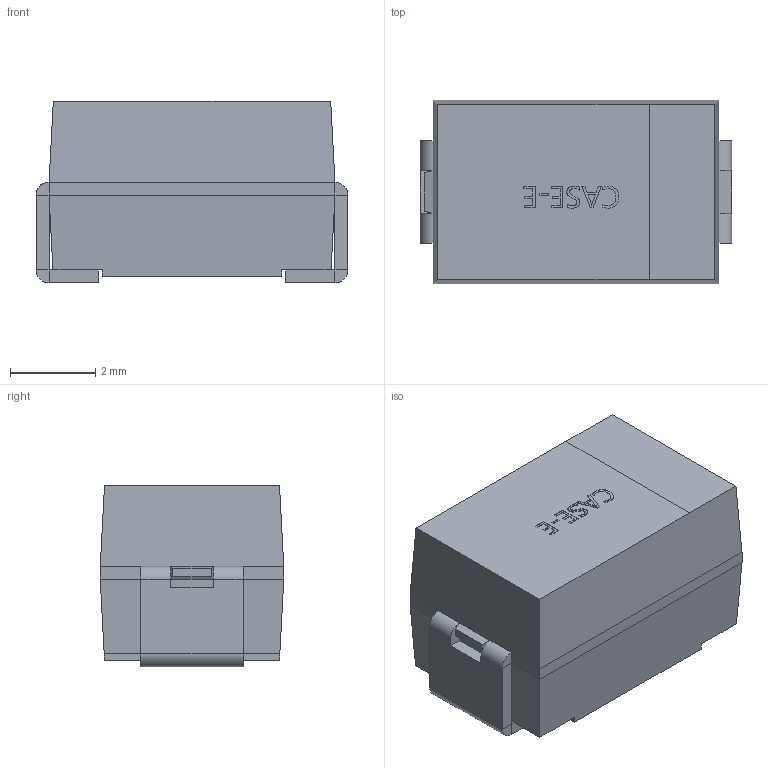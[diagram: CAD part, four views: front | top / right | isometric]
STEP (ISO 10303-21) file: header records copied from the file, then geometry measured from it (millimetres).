
FILE_DESCRIPTION (( 'STEP AP214' ), '1' );
FILE_NAME ('SMD_L7.3-W4.3.STEP', '2022-11-07T09:07:00', ( '' ), ( '' ), 'SwSTEP 2.0', 'SolidWorks 2019', '' );
FILE_SCHEMA (( 'AUTOMOTIVE_DESIGN' ));
Length unit declared in the file: millimetre
Products named in the file (1): SMD_L7.3-W4.3
Bounding box: 7.3 x 4.3 x 4.25 mm (x, y, z)
Volume: 117.2 mm3; surface area: 179 mm2
Topology: 2 solids, 2 shells, 140 faces, 351 edges, 218 vertices
Faces by surface type: plane 112, bspline 22, cylinder 6
Entity records: 6668 total; most frequent: CARTESIAN_POINT 1964, ORIENTED_EDGE 702, DIRECTION 557, EDGE_CURVE 351, LINE 295, VECTOR 295, VERTEX_POINT 218, EDGE_LOOP 147
